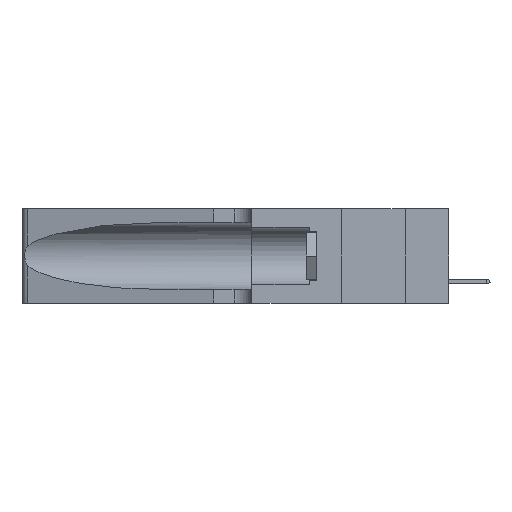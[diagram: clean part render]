
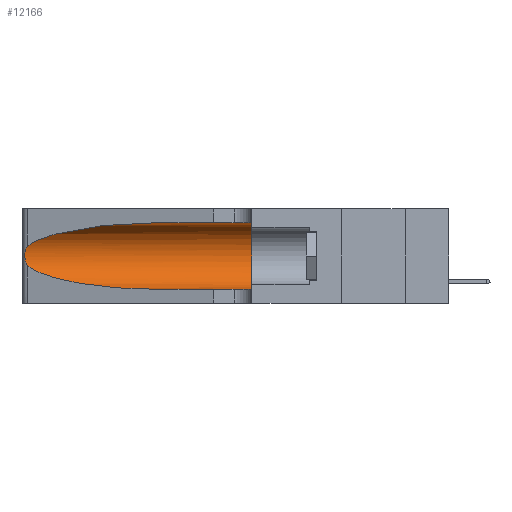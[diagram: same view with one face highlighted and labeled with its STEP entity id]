
A CAD part, left-side view. The second image highlights one B-rep face of the part: STEP entity #12166.
In plain terms, the highlighted cylindrical face has radius 3.308 mm (diameter 6.617 mm), a partial arc.
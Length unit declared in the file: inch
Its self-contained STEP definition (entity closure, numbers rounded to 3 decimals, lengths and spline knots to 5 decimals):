
#268 = AXIS2_PLACEMENT_3D ( 'NONE', #32912, #12344, #14836 ) ;
#397 = CARTESIAN_POINT ( 'NONE',  ( 0.25856, 1.23593, 0.16098 ) ) ;
#705 = EDGE_CURVE ( 'NONE', #26056, #2968, #2977, .T. ) ;
#727 = VERTEX_POINT ( 'NONE', #16833 ) ;
#2888 = CARTESIAN_POINT ( 'NONE',  ( 0.25555, 1.22994, 0.2215 ) ) ;
#2968 = VERTEX_POINT ( 'NONE', #8223 ) ;
#2977 =( BOUNDED_CURVE ( )  B_SPLINE_CURVE ( 3, ( #10535, #8173, #31123, #15941 ),
 .UNSPECIFIED., .F., .T. ) 
 B_SPLINE_CURVE_WITH_KNOTS ( ( 4, 4 ),
 ( 1.5708, 2.84003 ),
 .UNSPECIFIED. ) 
 CURVE ( )  GEOMETRIC_REPRESENTATION_ITEM ( )  RATIONAL_B_SPLINE_CURVE ( ( 1., 0.87, 0.87, 1. ) ) 
 REPRESENTATION_ITEM ( '' )  );
#3033 = VERTEX_POINT ( 'NONE', #3658 ) ;
#3658 = CARTESIAN_POINT ( 'NONE',  ( 0.1305, 0.35, 0.31525 ) ) ;
#4466 = B_SPLINE_CURVE_WITH_KNOTS ( 'NONE', 3,
 ( #10589, #2888, #28628, #23502, #8115, #13174, #31176, #10700, #15777, #397, #15880, #7897, #10472, #28523 ),
 .UNSPECIFIED., .F., .F.,
 ( 4, 2, 2, 2, 2, 2, 4 ),
 ( 0., 0.00027, 0.00053, 0.00107, 0.0016, 0.00187, 0.00214 ),
 .UNSPECIFIED. ) ;
#5023 = CARTESIAN_POINT ( 'NONE',  ( 0.2373, 1.15595, 0.08982 ) ) ;
#5581 = ORIENTED_EDGE ( 'NONE', *, *, #705, .T. ) ;
#5921 = EDGE_CURVE ( 'NONE', #2968, #727, #4466, .T. ) ;
#6136 = CARTESIAN_POINT ( 'NONE',  ( 0.1305, 1.61858, 0.05475 ) ) ;
#6422 = VERTEX_POINT ( 'NONE', #12780 ) ;
#7539 = CARTESIAN_POINT ( 'NONE',  ( 0.18966, 0.96281, 0.05475 ) ) ;
#7786 = ORIENTED_EDGE ( 'NONE', *, *, #11091, .F. ) ;
#7897 = CARTESIAN_POINT ( 'NONE',  ( 0.25639, 1.23186, 0.15144 ) ) ;
#8115 = CARTESIAN_POINT ( 'NONE',  ( 0.25854, 1.2359, 0.20912 ) ) ;
#8173 = CARTESIAN_POINT ( 'NONE',  ( 0.18966, 0.96281, 0.31525 ) ) ;
#8223 = CARTESIAN_POINT ( 'NONE',  ( 0.25487, 1.22718, 0.22369 ) ) ;
#8895 = EDGE_CURVE ( 'NONE', #6422, #33326, #13696, .T. ) ;
#9305 = CARTESIAN_POINT ( 'NONE',  ( 0.1305, 1.61858, 0.31525 ) ) ;
#10472 = CARTESIAN_POINT ( 'NONE',  ( 0.25555, 1.22993, 0.14849 ) ) ;
#10535 = CARTESIAN_POINT ( 'NONE',  ( 0.1305, 0.72297, 0.31525 ) ) ;
#10589 = CARTESIAN_POINT ( 'NONE',  ( 0.25487, 1.22718, 0.22369 ) ) ;
#10700 = CARTESIAN_POINT ( 'NONE',  ( 0.26075, 1.23896, 0.178 ) ) ;
#11091 = EDGE_CURVE ( 'NONE', #26056, #3033, #19130, .T. ) ;
#11314 = ORIENTED_EDGE ( 'NONE', *, *, #5921, .T. ) ;
#12166 = ADVANCED_FACE ( 'NONE', ( #27983 ), #22304, .F. ) ;
#12344 = DIRECTION ( 'NONE',  ( 0., 1., 0. ) ) ;
#12780 = CARTESIAN_POINT ( 'NONE',  ( 0.1305, 0.72297, 0.05475 ) ) ;
#13174 = CARTESIAN_POINT ( 'NONE',  ( 0.26018, 1.23835, 0.19895 ) ) ;
#13696 = LINE ( 'NONE', #6136, #24115 ) ;
#14304 = DIRECTION ( 'NONE',  ( 0., -1., 0. ) ) ;
#14836 = DIRECTION ( 'NONE',  ( 0., 0., 1. ) ) ;
#15090 = AXIS2_PLACEMENT_3D ( 'NONE', #25142, #29785, #24808 ) ;
#15215 = CARTESIAN_POINT ( 'NONE',  ( 0.25487, 1.22718, 0.14631 ) ) ;
#15777 = CARTESIAN_POINT ( 'NONE',  ( 0.26017, 1.23833, 0.17102 ) ) ;
#15880 = CARTESIAN_POINT ( 'NONE',  ( 0.25789, 1.23486, 0.15765 ) ) ;
#15941 = CARTESIAN_POINT ( 'NONE',  ( 0.25487, 1.22718, 0.22369 ) ) ;
#16439 = ORIENTED_EDGE ( 'NONE', *, *, #32217, .T. ) ;
#16833 = CARTESIAN_POINT ( 'NONE',  ( 0.25487, 1.22718, 0.14631 ) ) ;
#17772 = EDGE_LOOP ( 'NONE', ( #5581, #11314, #16439, #20529, #20747, #7786 ) ) ;
#19130 = LINE ( 'NONE', #9305, #28082 ) ;
#20529 = ORIENTED_EDGE ( 'NONE', *, *, #8895, .T. ) ;
#20747 = ORIENTED_EDGE ( 'NONE', *, *, #22945, .F. ) ;
#22304 = CYLINDRICAL_SURFACE ( 'NONE', #15090, 0.13025 ) ;
#22945 = EDGE_CURVE ( 'NONE', #3033, #33326, #28499, .T. ) ;
#23502 = CARTESIAN_POINT ( 'NONE',  ( 0.25787, 1.23484, 0.2124 ) ) ;
#23852 =( BOUNDED_CURVE ( )  B_SPLINE_CURVE ( 3, ( #15215, #5023, #7539, #28384 ),
 .UNSPECIFIED., .F., .F. ) 
 B_SPLINE_CURVE_WITH_KNOTS ( ( 4, 4 ),
 ( 3.44316, 4.71239 ),
 .UNSPECIFIED. ) 
 CURVE ( )  GEOMETRIC_REPRESENTATION_ITEM ( )  RATIONAL_B_SPLINE_CURVE ( ( 1., 0.87, 0.87, 1. ) ) 
 REPRESENTATION_ITEM ( '' )  );
#24115 = VECTOR ( 'NONE', #14304, 39.37008 ) ;
#24808 = DIRECTION ( 'NONE',  ( 0., 0., -1. ) ) ;
#25142 = CARTESIAN_POINT ( 'NONE',  ( 0.1305, 1.61858, 0.185 ) ) ;
#26056 = VERTEX_POINT ( 'NONE', #31995 ) ;
#27983 = FACE_OUTER_BOUND ( 'NONE', #17772, .T. ) ;
#28082 = VECTOR ( 'NONE', #30123, 39.37008 ) ;
#28384 = CARTESIAN_POINT ( 'NONE',  ( 0.1305, 0.72297, 0.05475 ) ) ;
#28499 = CIRCLE ( 'NONE', #268, 0.13025 ) ;
#28523 = CARTESIAN_POINT ( 'NONE',  ( 0.25487, 1.22718, 0.14631 ) ) ;
#28628 = CARTESIAN_POINT ( 'NONE',  ( 0.25639, 1.23184, 0.21858 ) ) ;
#29785 = DIRECTION ( 'NONE',  ( 0., -1., 0. ) ) ;
#30123 = DIRECTION ( 'NONE',  ( 0., -1., 0. ) ) ;
#31123 = CARTESIAN_POINT ( 'NONE',  ( 0.2373, 1.15595, 0.28018 ) ) ;
#31176 = CARTESIAN_POINT ( 'NONE',  ( 0.26075, 1.23896, 0.19203 ) ) ;
#31995 = CARTESIAN_POINT ( 'NONE',  ( 0.1305, 0.72297, 0.31525 ) ) ;
#32217 = EDGE_CURVE ( 'NONE', #727, #6422, #23852, .T. ) ;
#32756 = CARTESIAN_POINT ( 'NONE',  ( 0.1305, 0.35, 0.05475 ) ) ;
#32912 = CARTESIAN_POINT ( 'NONE',  ( 0.1305, 0.35, 0.185 ) ) ;
#33326 = VERTEX_POINT ( 'NONE', #32756 ) ;
